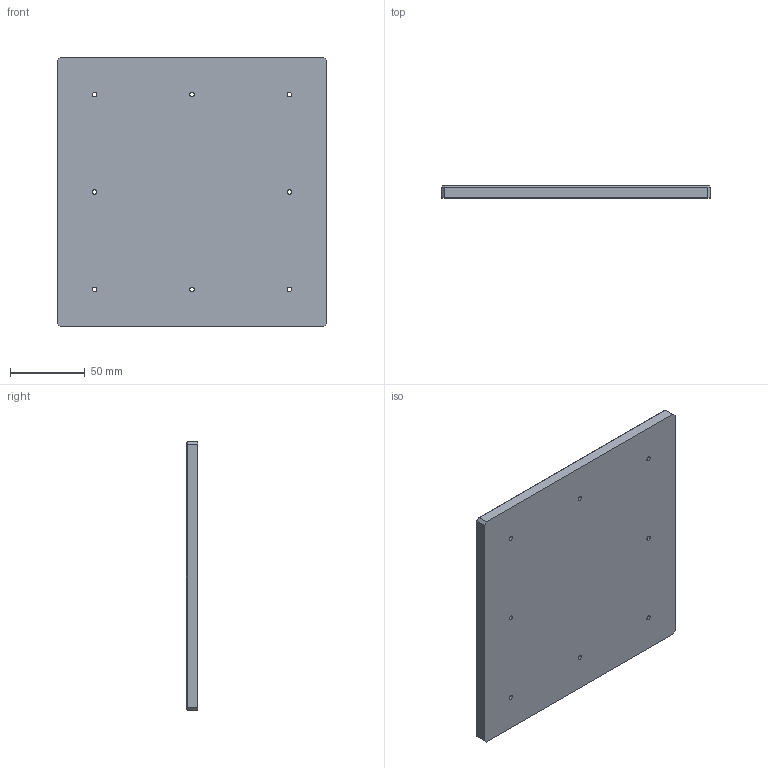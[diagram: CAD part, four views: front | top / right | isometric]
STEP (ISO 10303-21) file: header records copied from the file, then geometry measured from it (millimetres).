
FILE_DESCRIPTION (( 'STEP AP214' ), '1' );
FILE_NAME ('bed GBtLitchiMII.STEP', '2023-12-18T19:21:51', ( '' ), ( '' ), 'SwSTEP 2.0', 'SolidWorks 2023', '' );
FILE_SCHEMA (( 'AUTOMOTIVE_DESIGN' ));
Length unit declared in the file: millimetre
Products named in the file (1): bed GBtLitchiMII
Bounding box: 180 x 8 x 180 mm (x, y, z)
Volume: 257401.3 mm3; surface area: 70842.8 mm2
Topology: 1 solids, 1 shells, 74 faces, 168 edges, 104 vertices
Faces by surface type: cylinder 32, plane 26, cone 16
Entity records: 2135 total; most frequent: DIRECTION 398, CARTESIAN_POINT 347, ORIENTED_EDGE 336, EDGE_CURVE 168, AXIS2_PLACEMENT_3D 155, VERTEX_POINT 104, EDGE_LOOP 98, LINE 88
